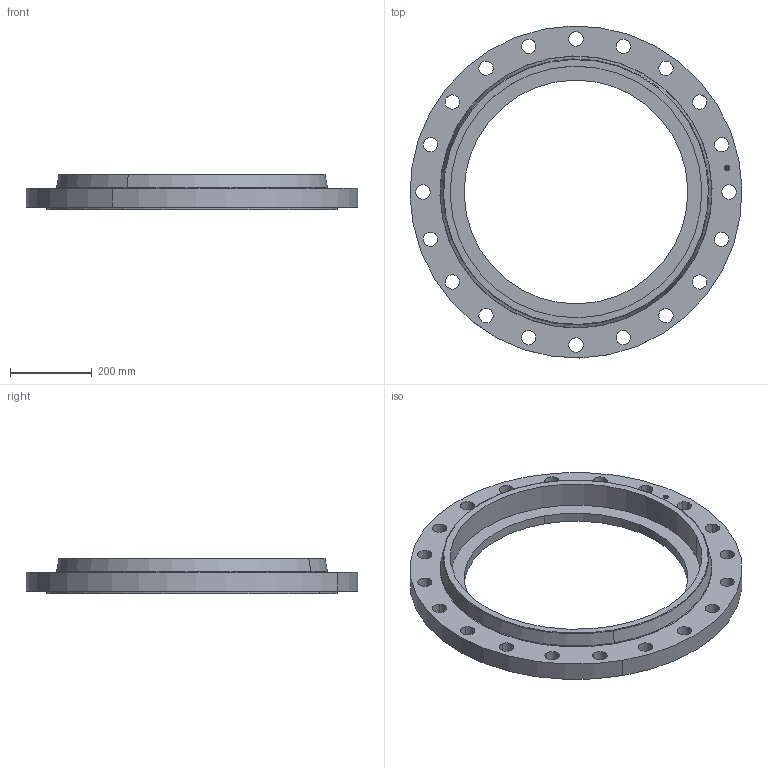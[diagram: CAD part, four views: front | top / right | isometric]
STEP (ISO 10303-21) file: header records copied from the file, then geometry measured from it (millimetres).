
FILE_DESCRIPTION(('3D STEP'),'2;1');
FILE_NAME('24-150-SOCKET-WELD-RTJ-80-FLANGE.stp','2013-01-26T07:38:50+00:00',('Texas Flange'),(''),'CATIA Version 5 Release 20 SP 6 (IN-10)','CATIA V5 STEP AP214','800-826-3801');
FILE_SCHEMA(('AUTOMOTIVE_DESIGN { 1 0 10303 214 1 1 1 1 }'));
Length unit declared in the file: inch
Products named in the file (1): 24-150-SOCKET-WELD-RTJ-80-FLANGE
Bounding box: 812.57 x 812.57 x 87.38 mm (x, y, z)
Volume: 12756030.9 mm3; surface area: 1001047.1 mm2
Topology: 1 solids, 1 shells, 454 faces, 1282 edges, 852 vertices
Faces by surface type: plane 372, cylinder 68, torus 8, cone 6
Entity records: 16768 total; most frequent: ORIENTED_EDGE 2564, CARTESIAN_POINT 2522, DIRECTION 2056, EDGE_CURVE 1282, VECTOR 1118, LINE 1118, VERTEX_POINT 852, AXIS2_PLACEMENT_3D 552
